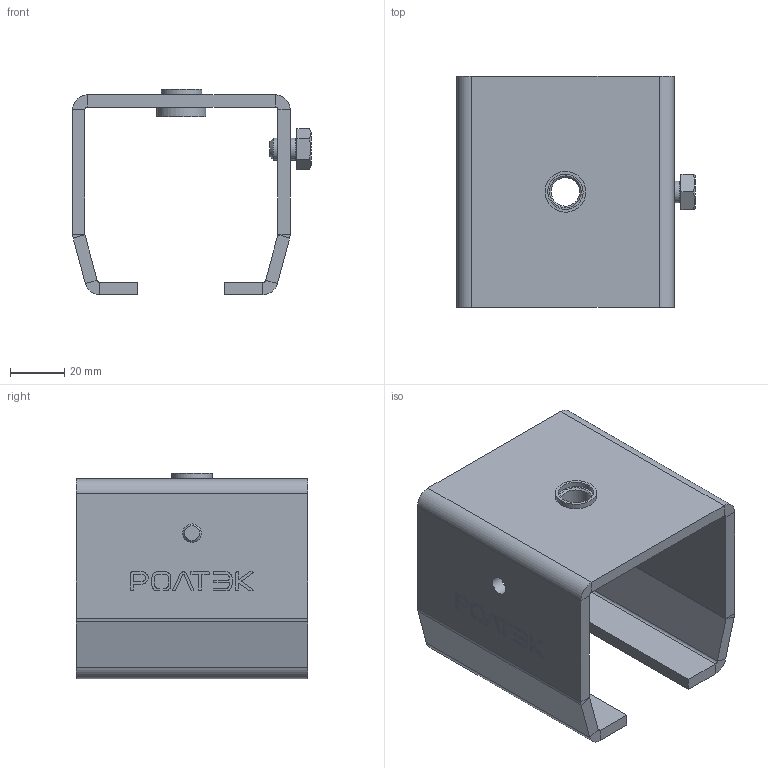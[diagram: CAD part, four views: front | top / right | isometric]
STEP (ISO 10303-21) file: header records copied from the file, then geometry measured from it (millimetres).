
FILE_DESCRIPTION(('STEP AP203'), '1');
FILE_NAME('251.RC59 Äåðæàòåëü RC59 ïîä ðåçüáîâîé ïîäâåñ', '', ('UNSPECIFIED'), ('UNSPECIFIED'), 'ASCON STEP Converter 1.3', 'ASCON Math Kernel', '');
FILE_SCHEMA(('CONFIG_CONTROL_DESIGN'));
Length unit declared in the file: millimetre
Products named in the file (1): 251.RC59
Bounding box: 87.8 x 85 x 75.5 mm (x, y, z)
Volume: 94310 mm3; surface area: 45425.8 mm2
Topology: 1 solids, 1 shells, 198 faces, 497 edges, 314 vertices
Faces by surface type: plane 118, cylinder 76, cone 3, torus 1
Full cylindrical faces by diameter (mm): 6.8 x1, 8 x2, 10.5 x1, 13 x1, 15 x1, 18 x1
Entity records: 7714 total; most frequent: CARTESIAN_POINT 1263, DIRECTION 1034, ORIENTED_EDGE 972, EDGE_CURVE 486, AXIS2_PLACEMENT_3D 355, LINE 324, VECTOR 324, VERTEX_POINT 314
